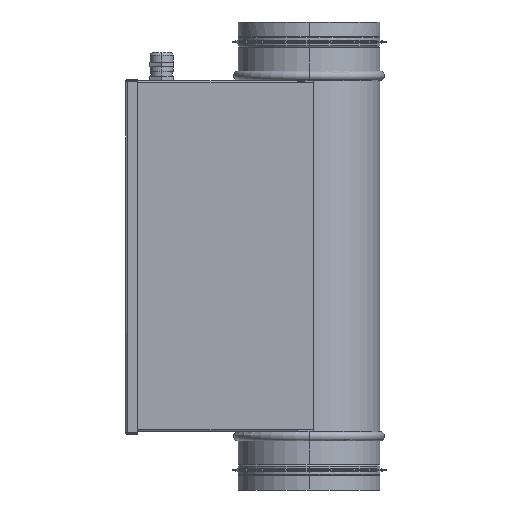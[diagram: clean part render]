
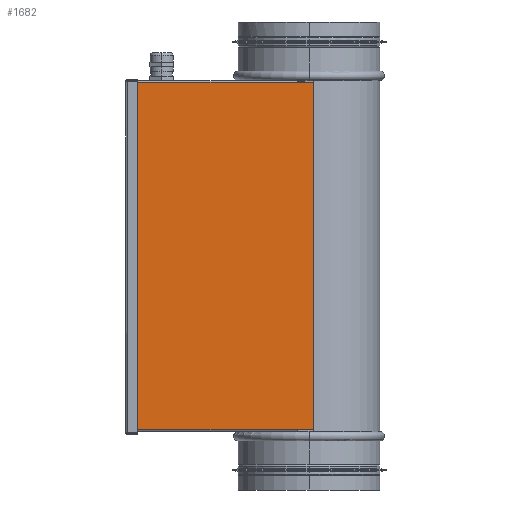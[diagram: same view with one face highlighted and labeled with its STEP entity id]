
A CAD part, left-side view. The second image highlights one B-rep face of the part: STEP entity #1682.
In plain terms, the highlighted planar face has unit normal (-1, 0, 0).
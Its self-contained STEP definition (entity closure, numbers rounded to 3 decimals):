
#962=CARTESIAN_POINT('Line Origine',(-61.,156.,-51.4)) ;
#966=CARTESIAN_POINT('Vertex',(-61.,155.9,-51.4)) ;
#968=CARTESIAN_POINT('Vertex',(-61.,10.,-51.4)) ;
#1225=CARTESIAN_POINT('Vertex',(-61.,155.9,-348.6)) ;
#1228=CARTESIAN_POINT('Line Origine',(-61.,155.9,-200.)) ;
#1344=CARTESIAN_POINT('Line Origine',(-61.,3.,-51.4)) ;
#1348=CARTESIAN_POINT('Vertex',(-61.,-4.,-51.4)) ;
#1650=CARTESIAN_POINT('Axis2P3D Location',(-61.,156.,-349.7)) ;
#1655=CARTESIAN_POINT('Line Origine',(-61.,82.95,-348.6)) ;
#1659=CARTESIAN_POINT('Vertex',(-61.,10.,-348.6)) ;
#1662=CARTESIAN_POINT('Line Origine',(-61.,3.,-348.6)) ;
#1666=CARTESIAN_POINT('Vertex',(-61.,-4.,-348.6)) ;
#1669=CARTESIAN_POINT('Line Origine',(-61.,-4.,-200.)) ;
#964=VECTOR('Line Direction',#963,1.) ;
#1230=VECTOR('Line Direction',#1229,1.) ;
#1346=VECTOR('Line Direction',#1345,1.) ;
#1657=VECTOR('Line Direction',#1656,1.) ;
#1664=VECTOR('Line Direction',#1663,1.) ;
#1671=VECTOR('Line Direction',#1670,1.) ;
#963=DIRECTION('Vector Direction',(0.,-1.,0.)) ;
#1229=DIRECTION('Vector Direction',(0.,0.,-1.)) ;
#1345=DIRECTION('Vector Direction',(0.,-1.,0.)) ;
#1651=DIRECTION('Axis2P3D Direction',(1.,0.,0.)) ;
#1652=DIRECTION('Axis2P3D XDirection',(0.,0.,-1.)) ;
#1656=DIRECTION('Vector Direction',(0.,-1.,0.)) ;
#1663=DIRECTION('Vector Direction',(0.,-1.,0.)) ;
#1670=DIRECTION('Vector Direction',(0.,0.,1.)) ;
#1653=AXIS2_PLACEMENT_3D('Plane Axis2P3D',#1650,#1651,#1652) ;
#965=LINE('Line',#962,#964) ;
#1231=LINE('Line',#1228,#1230) ;
#1347=LINE('Line',#1344,#1346) ;
#1658=LINE('Line',#1655,#1657) ;
#1665=LINE('Line',#1662,#1664) ;
#1672=LINE('Line',#1669,#1671) ;
#1654=PLANE('',#1653) ;
#970=EDGE_CURVE('',#967,#969,#965,.T.) ;
#1232=EDGE_CURVE('',#967,#1226,#1231,.T.) ;
#1350=EDGE_CURVE('',#969,#1349,#1347,.T.) ;
#1661=EDGE_CURVE('',#1226,#1660,#1658,.T.) ;
#1668=EDGE_CURVE('',#1660,#1667,#1665,.T.) ;
#1673=EDGE_CURVE('',#1667,#1349,#1672,.T.) ;
#1675=ORIENTED_EDGE('',*,*,#1232,.T.) ;
#1676=ORIENTED_EDGE('',*,*,#1661,.T.) ;
#1677=ORIENTED_EDGE('',*,*,#1668,.T.) ;
#1678=ORIENTED_EDGE('',*,*,#1673,.T.) ;
#1679=ORIENTED_EDGE('',*,*,#1350,.F.) ;
#1680=ORIENTED_EDGE('',*,*,#970,.F.) ;
#1674=EDGE_LOOP('',(#1675,#1676,#1677,#1678,#1679,#1680)) ;
#967=VERTEX_POINT('',#966) ;
#969=VERTEX_POINT('',#968) ;
#1226=VERTEX_POINT('',#1225) ;
#1349=VERTEX_POINT('',#1348) ;
#1660=VERTEX_POINT('',#1659) ;
#1667=VERTEX_POINT('',#1666) ;
#1682=ADVANCED_FACE('PartBody',(#1681),#1654,.F.) ;
#1681=FACE_OUTER_BOUND('',#1674,.T.) ;
